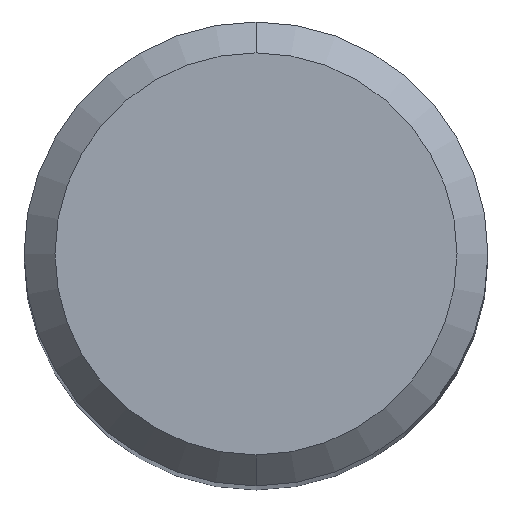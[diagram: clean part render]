
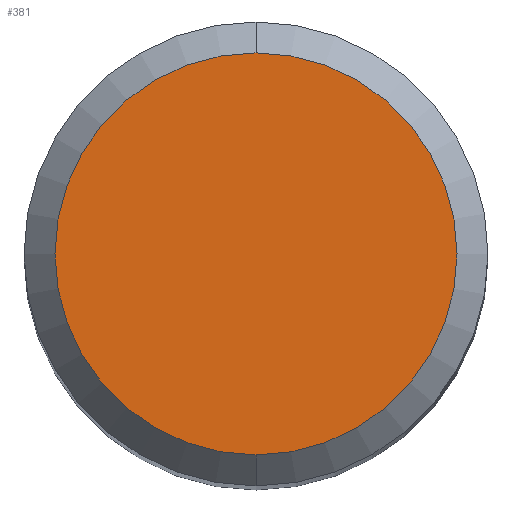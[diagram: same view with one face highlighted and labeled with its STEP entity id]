
A CAD part, top view. The second image highlights one B-rep face of the part: STEP entity #381.
In plain terms, the highlighted planar face has unit normal (0, 0, 1).
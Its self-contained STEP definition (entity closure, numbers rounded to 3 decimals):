
#199=VERTEX_POINT('',#515);
#217=VERTEX_POINT('',#534);
#301=EDGE_CURVE('',#199,#217,#626,.T.);
#381=ADVANCED_FACE('',(#715),#716,.T.);
#455=EDGE_CURVE('',#217,#199,#800,.T.);
#515=CARTESIAN_POINT('',(0.,-2.6,0.0));
#534=CARTESIAN_POINT('',(0.0,2.6,0.0));
#626=CIRCLE('',#1116,2.6);
#715=FACE_OUTER_BOUND('',#1328,.T.);
#716=PLANE('',#1329);
#800=CIRCLE('',#1439,2.6);
#1116=AXIS2_PLACEMENT_3D('',#1602,#1603,#1604);
#1328=EDGE_LOOP('',(#1691,#1692));
#1329=AXIS2_PLACEMENT_3D('',#1693,#1694,#1695);
#1439=AXIS2_PLACEMENT_3D('',#1815,#1816,#1817);
#1602=CARTESIAN_POINT('',(0.0,0.0,0.0));
#1603=DIRECTION('',(0.0,0.0,-1.0));
#1604=DIRECTION('',(0.0,1.0,0.0));
#1691=ORIENTED_EDGE('',*,*,#455,.F.);
#1692=ORIENTED_EDGE('',*,*,#301,.F.);
#1693=CARTESIAN_POINT('',(0.0,1.3,0.0));
#1694=DIRECTION('',(-0.0,0.0,1.0));
#1695=DIRECTION('',(0.0,-1.0,0.0));
#1815=CARTESIAN_POINT('',(0.0,0.0,0.0));
#1816=DIRECTION('',(0.0,0.0,-1.0));
#1817=DIRECTION('',(0.0,1.0,0.0));
